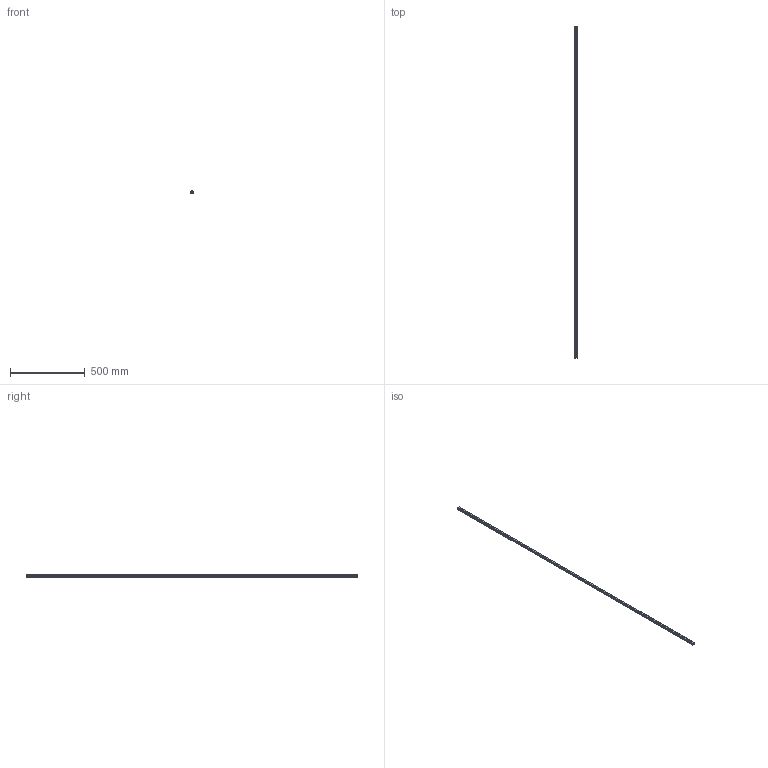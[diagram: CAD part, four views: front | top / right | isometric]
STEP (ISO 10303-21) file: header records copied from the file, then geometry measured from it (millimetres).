
FILE_DESCRIPTION(('STEP AP214'),'1');
FILE_NAME('cctmp_741A8983-E8DF-4844-A234-136115A6E666_2020_4_23_10_54_20_368..stp','2020-04-23T08:54:20',('HIWIN GmbH'),('CADClick - www.CADClick.com'),'Spatial InterOp 3D',' ','unknown authorization');
FILE_SCHEMA(('AUTOMOTIVE_DESIGN'));
Length unit declared in the file: millimetre
Products named in the file (1): HGR15R2220H_FILE
Bounding box: 15 x 2220 x 15 mm (x, y, z)
Volume: 407885.5 mm3; surface area: 147888.9 mm2
Topology: 1 solids, 1 shells, 448 faces, 993 edges, 662 vertices
Faces by surface type: cylinder 248, plane 200
Entity records: 16201 total; most frequent: DIRECTION 2387, CARTESIAN_POINT 2104, ORIENTED_EDGE 1986, EDGE_CURVE 993, AXIS2_PLACEMENT_3D 945, VERTEX_POINT 662, EDGE_LOOP 563, LINE 497
